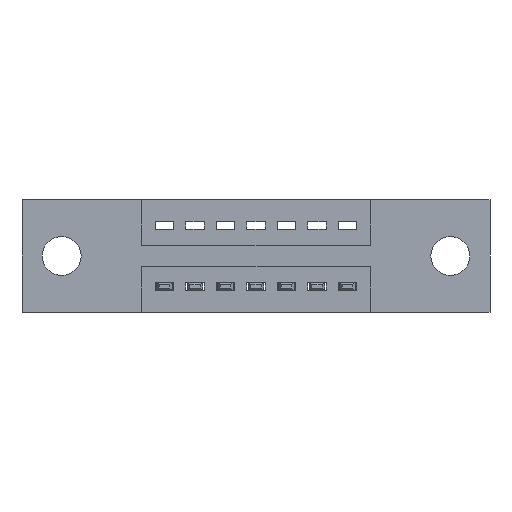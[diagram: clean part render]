
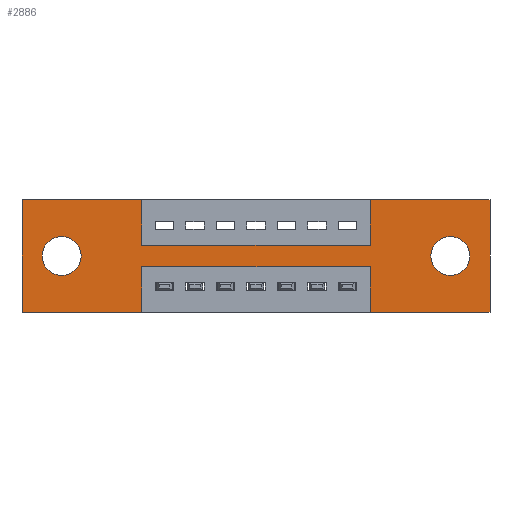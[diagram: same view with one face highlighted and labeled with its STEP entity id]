
A CAD part, front view. The second image highlights one B-rep face of the part: STEP entity #2886.
In plain terms, the highlighted planar face has unit normal (0, -1, 0).
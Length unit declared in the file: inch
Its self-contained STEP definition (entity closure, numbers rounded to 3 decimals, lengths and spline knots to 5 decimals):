
#209 = ORIENTED_EDGE ( 'NONE', *, *, #7235, .F. ) ;
#400 = EDGE_CURVE ( 'NONE', #9476, #5907, #7930, .T. ) ;
#426 = LINE ( 'NONE', #7148, #6792 ) ;
#581 = DIRECTION ( 'NONE',  ( 1., 0., 0. ) ) ;
#586 = CARTESIAN_POINT ( 'NONE',  ( 0., 0., 0. ) ) ;
#630 = VERTEX_POINT ( 'NONE', #9711 ) ;
#740 = EDGE_LOOP ( 'NONE', ( #3201, #7194 ) ) ;
#747 = CARTESIAN_POINT ( 'NONE',  ( 1.1425, 0., 0. ) ) ;
#818 = CARTESIAN_POINT ( 'NONE',  ( 1.535, 0., -0.37 ) ) ;
#851 = VERTEX_POINT ( 'NONE', #3255 ) ;
#1162 = EDGE_CURVE ( 'NONE', #3044, #3846, #3143, .T. ) ;
#1394 = EDGE_CURVE ( 'NONE', #5838, #7841, #6122, .T. ) ;
#1496 = CARTESIAN_POINT ( 'NONE',  ( 0.3925, 0., -0.15 ) ) ;
#1827 = ORIENTED_EDGE ( 'NONE', *, *, #400, .F. ) ;
#1952 = VERTEX_POINT ( 'NONE', #3228 ) ;
#1992 = DIRECTION ( 'NONE',  ( 0., 1., 0. ) ) ;
#2079 = LINE ( 'NONE', #8743, #4411 ) ;
#2155 = VERTEX_POINT ( 'NONE', #3744 ) ;
#2268 = DIRECTION ( 'NONE',  ( 0., 0., -1. ) ) ;
#2331 = DIRECTION ( 'NONE',  ( 0., -1., 0. ) ) ;
#2357 = EDGE_LOOP ( 'NONE', ( #3438, #7410 ) ) ;
#2361 = PLANE ( 'NONE',  #7215 ) ;
#2520 = DIRECTION ( 'NONE',  ( 0., 0., 1. ) ) ;
#2537 = DIRECTION ( 'NONE',  ( 0., 1., 0. ) ) ;
#2540 = CARTESIAN_POINT ( 'NONE',  ( 0.13, 0., -0.185 ) ) ;
#2610 = EDGE_CURVE ( 'NONE', #851, #2155, #8227, .T. ) ;
#2761 = DIRECTION ( 'NONE',  ( 0., 0., 1. ) ) ;
#2874 = CARTESIAN_POINT ( 'NONE',  ( 0., 0., -0.37 ) ) ;
#2886 = ADVANCED_FACE ( 'NONE', ( #8818, #8627, #3004 ), #2361, .T. ) ;
#2946 = DIRECTION ( 'NONE',  ( -1., 0., 0. ) ) ;
#3004 = FACE_OUTER_BOUND ( 'NONE', #4178, .T. ) ;
#3044 = VERTEX_POINT ( 'NONE', #9218 ) ;
#3101 = VECTOR ( 'NONE', #2761, 39.37008 ) ;
#3143 = CIRCLE ( 'NONE', #3838, 0.064 ) ;
#3201 = ORIENTED_EDGE ( 'NONE', *, *, #7864, .T. ) ;
#3203 = CARTESIAN_POINT ( 'NONE',  ( 0., 0., -0.37 ) ) ;
#3220 = CARTESIAN_POINT ( 'NONE',  ( 0., 0., -0.37 ) ) ;
#3228 = CARTESIAN_POINT ( 'NONE',  ( 1.1425, 0., 0. ) ) ;
#3255 = CARTESIAN_POINT ( 'NONE',  ( 1.405, 0., -0.249 ) ) ;
#3267 = DIRECTION ( 'NONE',  ( 0., 1., 0. ) ) ;
#3385 = EDGE_CURVE ( 'NONE', #3554, #9476, #426, .T. ) ;
#3438 = ORIENTED_EDGE ( 'NONE', *, *, #1162, .T. ) ;
#3554 = VERTEX_POINT ( 'NONE', #6136 ) ;
#3671 = ORIENTED_EDGE ( 'NONE', *, *, #1394, .F. ) ;
#3744 = CARTESIAN_POINT ( 'NONE',  ( 1.405, 0., -0.121 ) ) ;
#3838 = AXIS2_PLACEMENT_3D ( 'NONE', #2540, #2537, #2520 ) ;
#3846 = VERTEX_POINT ( 'NONE', #4575 ) ;
#3931 = ORIENTED_EDGE ( 'NONE', *, *, #3385, .F. ) ;
#3976 = VECTOR ( 'NONE', #5973, 39.37008 ) ;
#4178 = EDGE_LOOP ( 'NONE', ( #9184, #3671, #5703, #1827, #3931, #5929, #9560, #8064, #9770, #4414, #6442, #209 ) ) ;
#4340 = VECTOR ( 'NONE', #581, 39.37008 ) ;
#4362 = CARTESIAN_POINT ( 'NONE',  ( 1.1425, 0., -0.37 ) ) ;
#4400 = LINE ( 'NONE', #747, #5913 ) ;
#4411 = VECTOR ( 'NONE', #5206, 39.37008 ) ;
#4414 = ORIENTED_EDGE ( 'NONE', *, *, #4496, .F. ) ;
#4470 = CARTESIAN_POINT ( 'NONE',  ( 0., 0., 0. ) ) ;
#4496 = EDGE_CURVE ( 'NONE', #6725, #6269, #8196, .T. ) ;
#4575 = CARTESIAN_POINT ( 'NONE',  ( 0.13, 0., -0.249 ) ) ;
#4595 = CARTESIAN_POINT ( 'NONE',  ( 0.3925, 0., 0. ) ) ;
#4621 = LINE ( 'NONE', #1496, #6422 ) ;
#4623 = CIRCLE ( 'NONE', #5870, 0.064 ) ;
#4742 = DIRECTION ( 'NONE',  ( -1., 0., 0. ) ) ;
#4761 = EDGE_CURVE ( 'NONE', #8195, #6725, #5962, .T. ) ;
#4798 = AXIS2_PLACEMENT_3D ( 'NONE', #6604, #1992, #7299 ) ;
#4844 = CARTESIAN_POINT ( 'NONE',  ( 1.405, 0., -0.185 ) ) ;
#4864 = VECTOR ( 'NONE', #5372, 39.37008 ) ;
#5133 = LINE ( 'NONE', #4362, #3101 ) ;
#5206 = DIRECTION ( 'NONE',  ( 1., 0., 0. ) ) ;
#5348 = DIRECTION ( 'NONE',  ( 0., 0., -1. ) ) ;
#5372 = DIRECTION ( 'NONE',  ( 0., 0., -1. ) ) ;
#5387 = EDGE_CURVE ( 'NONE', #3846, #3044, #9001, .T. ) ;
#5399 = CARTESIAN_POINT ( 'NONE',  ( 0.3925, 0., -0.15 ) ) ;
#5420 = AXIS2_PLACEMENT_3D ( 'NONE', #4844, #7943, #7899 ) ;
#5703 = ORIENTED_EDGE ( 'NONE', *, *, #8353, .F. ) ;
#5738 = VERTEX_POINT ( 'NONE', #6171 ) ;
#5746 = VERTEX_POINT ( 'NONE', #5399 ) ;
#5838 = VERTEX_POINT ( 'NONE', #8374 ) ;
#5870 = AXIS2_PLACEMENT_3D ( 'NONE', #7732, #3267, #8408 ) ;
#5907 = VERTEX_POINT ( 'NONE', #7762 ) ;
#5912 = CARTESIAN_POINT ( 'NONE',  ( 0.3925, 0., 0. ) ) ;
#5913 = VECTOR ( 'NONE', #7765, 39.37008 ) ;
#5929 = ORIENTED_EDGE ( 'NONE', *, *, #9797, .F. ) ;
#5962 = LINE ( 'NONE', #4470, #3976 ) ;
#5973 = DIRECTION ( 'NONE',  ( 0., 0., 1. ) ) ;
#6015 = VECTOR ( 'NONE', #2946, 39.37008 ) ;
#6122 = LINE ( 'NONE', #6329, #8218 ) ;
#6136 = CARTESIAN_POINT ( 'NONE',  ( 1.535, 0., 0. ) ) ;
#6171 = CARTESIAN_POINT ( 'NONE',  ( 0.3925, 0., -0.37 ) ) ;
#6269 = VERTEX_POINT ( 'NONE', #5912 ) ;
#6329 = CARTESIAN_POINT ( 'NONE',  ( 0.3925, 0., -0.22 ) ) ;
#6422 = VECTOR ( 'NONE', #7617, 39.37008 ) ;
#6442 = ORIENTED_EDGE ( 'NONE', *, *, #4761, .F. ) ;
#6451 = EDGE_CURVE ( 'NONE', #6269, #5746, #8576, .T. ) ;
#6604 = CARTESIAN_POINT ( 'NONE',  ( 0.13, 0., -0.185 ) ) ;
#6725 = VERTEX_POINT ( 'NONE', #9136 ) ;
#6792 = VECTOR ( 'NONE', #7147, 39.37008 ) ;
#6812 = DIRECTION ( 'NONE',  ( -1., 0., 0. ) ) ;
#6996 = CARTESIAN_POINT ( 'NONE',  ( 0.3925, 0., -0.22 ) ) ;
#7103 = EDGE_CURVE ( 'NONE', #7841, #5738, #8659, .T. ) ;
#7147 = DIRECTION ( 'NONE',  ( 0., 0., -1. ) ) ;
#7148 = CARTESIAN_POINT ( 'NONE',  ( 1.535, 0., 0. ) ) ;
#7154 = EDGE_CURVE ( 'NONE', #5746, #630, #4621, .T. ) ;
#7194 = ORIENTED_EDGE ( 'NONE', *, *, #2610, .T. ) ;
#7215 = AXIS2_PLACEMENT_3D ( 'NONE', #3203, #2331, #2268 ) ;
#7235 = EDGE_CURVE ( 'NONE', #5738, #8195, #8251, .T. ) ;
#7299 = DIRECTION ( 'NONE',  ( 0., 0., 1. ) ) ;
#7410 = ORIENTED_EDGE ( 'NONE', *, *, #5387, .T. ) ;
#7617 = DIRECTION ( 'NONE',  ( 1., 0., 0. ) ) ;
#7732 = CARTESIAN_POINT ( 'NONE',  ( 1.405, 0., -0.185 ) ) ;
#7762 = CARTESIAN_POINT ( 'NONE',  ( 1.1425, 0., -0.37 ) ) ;
#7765 = DIRECTION ( 'NONE',  ( 0., 0., 1. ) ) ;
#7841 = VERTEX_POINT ( 'NONE', #6996 ) ;
#7844 = VECTOR ( 'NONE', #4742, 39.37008 ) ;
#7864 = EDGE_CURVE ( 'NONE', #2155, #851, #4623, .T. ) ;
#7899 = DIRECTION ( 'NONE',  ( 0., 0., -1. ) ) ;
#7915 = EDGE_CURVE ( 'NONE', #630, #1952, #4400, .T. ) ;
#7930 = LINE ( 'NONE', #2874, #6015 ) ;
#7943 = DIRECTION ( 'NONE',  ( 0., 1., 0. ) ) ;
#8064 = ORIENTED_EDGE ( 'NONE', *, *, #7154, .F. ) ;
#8195 = VERTEX_POINT ( 'NONE', #9742 ) ;
#8196 = LINE ( 'NONE', #586, #4340 ) ;
#8218 = VECTOR ( 'NONE', #6812, 39.37008 ) ;
#8227 = CIRCLE ( 'NONE', #5420, 0.064 ) ;
#8251 = LINE ( 'NONE', #3220, #7844 ) ;
#8353 = EDGE_CURVE ( 'NONE', #5907, #5838, #5133, .T. ) ;
#8373 = VECTOR ( 'NONE', #5348, 39.37008 ) ;
#8374 = CARTESIAN_POINT ( 'NONE',  ( 1.1425, 0., -0.22 ) ) ;
#8408 = DIRECTION ( 'NONE',  ( 0., 0., -1. ) ) ;
#8576 = LINE ( 'NONE', #4595, #8373 ) ;
#8627 = FACE_BOUND ( 'NONE', #2357, .T. ) ;
#8659 = LINE ( 'NONE', #9497, #4864 ) ;
#8743 = CARTESIAN_POINT ( 'NONE',  ( 0., 0., 0. ) ) ;
#8818 = FACE_BOUND ( 'NONE', #740, .T. ) ;
#9001 = CIRCLE ( 'NONE', #4798, 0.064 ) ;
#9136 = CARTESIAN_POINT ( 'NONE',  ( 0., 0., 0. ) ) ;
#9184 = ORIENTED_EDGE ( 'NONE', *, *, #7103, .F. ) ;
#9218 = CARTESIAN_POINT ( 'NONE',  ( 0.13, 0., -0.121 ) ) ;
#9476 = VERTEX_POINT ( 'NONE', #818 ) ;
#9497 = CARTESIAN_POINT ( 'NONE',  ( 0.3925, 0., -0.37 ) ) ;
#9560 = ORIENTED_EDGE ( 'NONE', *, *, #7915, .F. ) ;
#9711 = CARTESIAN_POINT ( 'NONE',  ( 1.1425, 0., -0.15 ) ) ;
#9742 = CARTESIAN_POINT ( 'NONE',  ( 0., 0., -0.37 ) ) ;
#9770 = ORIENTED_EDGE ( 'NONE', *, *, #6451, .F. ) ;
#9797 = EDGE_CURVE ( 'NONE', #1952, #3554, #2079, .T. ) ;
